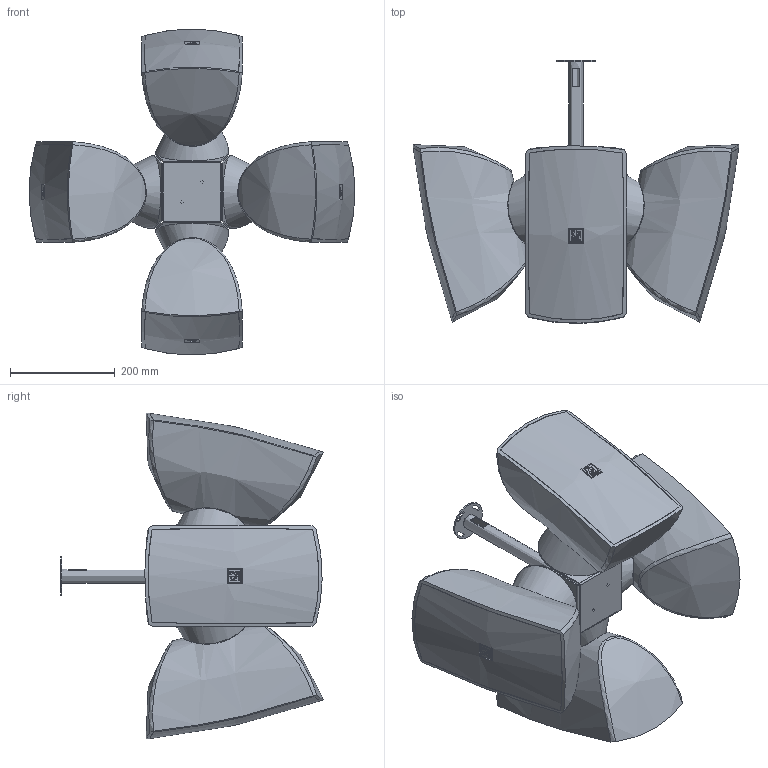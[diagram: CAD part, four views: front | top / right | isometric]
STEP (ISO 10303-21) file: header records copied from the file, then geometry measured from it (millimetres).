
FILE_DESCRIPTION(/* description */ (''),/* implementation_level */ '2;1');
FILE_NAME(/* name */ 'AUDAC-CMA164.stp',/* time_stamp */ '2021-03-11T13:22:23+01:00',/* author */ ('kamiel'),/* organization */ (''),/* preprocessor_version */ 'ST-DEVELOPER v18.1',/* originating_system */ 'Autodesk Inventor 2021',/* authorisation */ '');
FILE_SCHEMA (('AUTOMOTIVE_DESIGN { 1 0 10303 214 3 1 1 }'));
Products named in the file (1): AUDAC-CMA164
Bounding box: 623.38 x 502.8 x 623.38 mm (x, y, z)
Volume: 34354585.7 mm3; surface area: 1299844.2 mm2
Topology: 15 solids, 19 shells, 1108 faces, 2842 edges, 1880 vertices
Faces by surface type: plane 554, bspline 260, cylinder 170, cone 88, torus 20, sphere 16
Full cylindrical faces by diameter (mm): 3.2 x8, 3.621 x4, 4 x4, 4.134 x16, 4.917 x4, 5.2 x16, 6 x4, 6.6 x12, 8.88 x4, 10 x4, 12 x4, 20 x6, 25 x1, 28 x1, 70 x1, 75 x1
Entity records: 52860 total; most frequent: CARTESIAN_POINT 26291, ORIENTED_EDGE 5676, DIRECTION 4456, EDGE_CURVE 2838, VERTEX_POINT 1880, AXIS2_PLACEMENT_3D 1505, LINE 1446, VECTOR 1446
